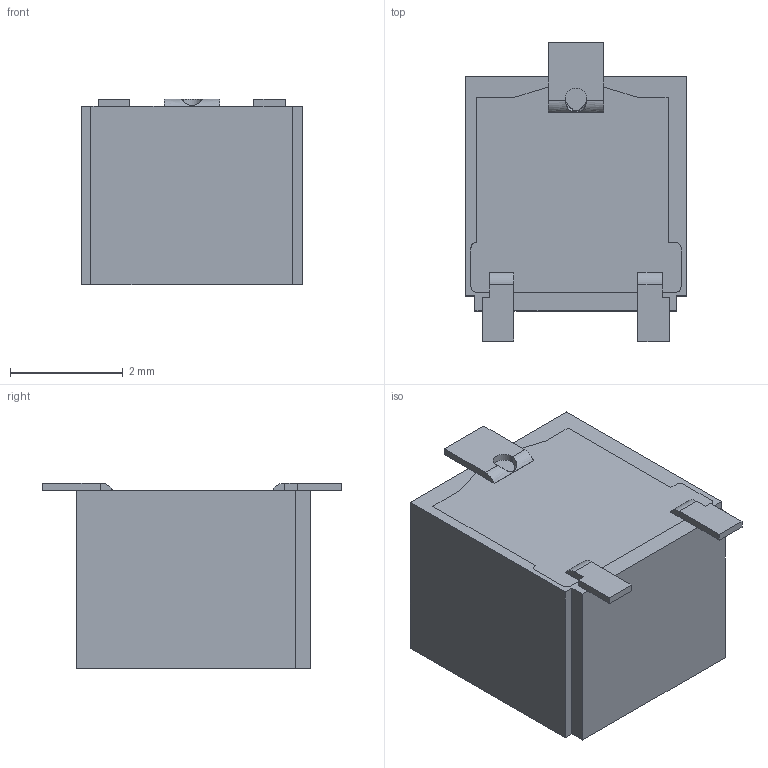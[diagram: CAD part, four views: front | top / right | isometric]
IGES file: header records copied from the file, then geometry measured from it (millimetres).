
Start section:  PTC IGES file: 3223g001xxx.igs
Global section: file name: 3223g001xxx.igs; native system: Creo Parametric by Parametric Technology Corporation; preprocessor: 2012230; author: maxm; organization: Unknown; date: 20130801.150900; units: inch
Bounding box: 3.94 x 5.32 x 3.3 mm (x, y, z)
Surface area: 121.8 mm2 (no closed solid volume)
Topology: 0 solids, 0 shells, 683 faces, 3858 edges, 3858 vertices
Faces by surface type: bspline 646, revolution 37
